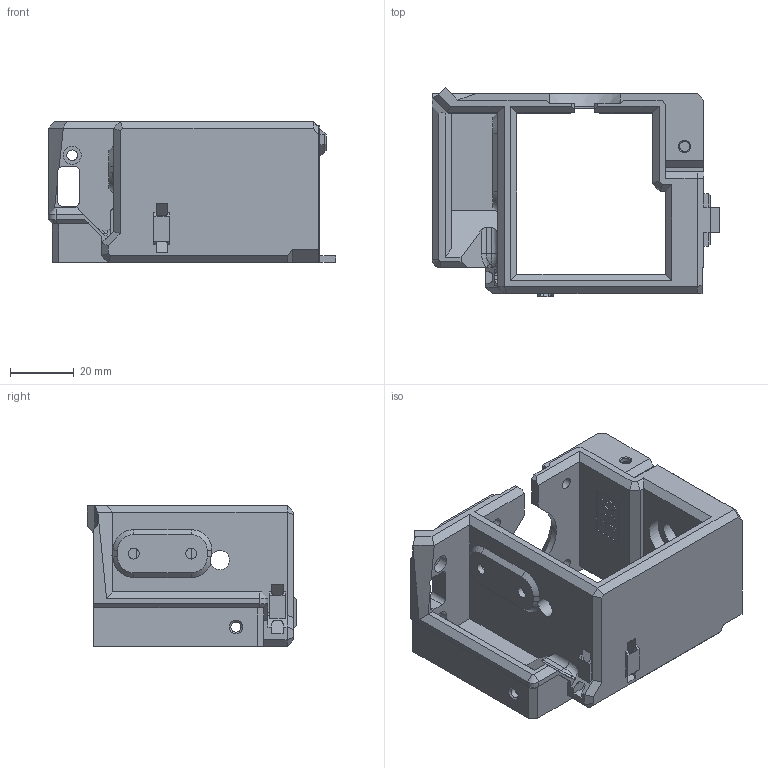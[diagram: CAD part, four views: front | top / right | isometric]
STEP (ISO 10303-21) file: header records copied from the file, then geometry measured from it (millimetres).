
FILE_DESCRIPTION(/* description */ (''),/* implementation_level */ '2;1');
FILE_NAME(/* name */ 'corexy-back-left_R4.stp',/* time_stamp */ '2023-12-19T11:02:57+01:00',/* author */ ('Dominik Tebich'),/* organization */ (''),/* preprocessor_version */ 'ST-DEVELOPER v19.2',/* originating_system */ 'Autodesk Inventor 2023',/* authorisation */ '');
FILE_SCHEMA (('AUTOMOTIVE_DESIGN { 1 0 10303 214 3 1 1 }'));
Length unit declared in the file: millimetre
Products named in the file (1): corexy-back-left-(top)_R4
Bounding box: 90 x 65.5 x 44 mm (x, y, z)
Volume: 82103.5 mm3; surface area: 29322.3 mm2
Topology: 1 solids, 1 shells, 375 faces, 1009 edges, 645 vertices
Faces by surface type: plane 301, cylinder 49, bspline 11, cone 9, torus 5
Full cylindrical faces by diameter (mm): 3.2 x3, 3.3 x2, 3.35 x2, 3.4 x2, 3.5 x4, 5 x1, 5.6 x2, 5.8 x4, 6 x1, 8.2 x1, 13.2 x1
Entity records: 11795 total; most frequent: CARTESIAN_POINT 2304, ORIENTED_EDGE 2018, DIRECTION 1846, EDGE_CURVE 1009, LINE 824, VECTOR 824, VERTEX_POINT 645, AXIS2_PLACEMENT_3D 511
